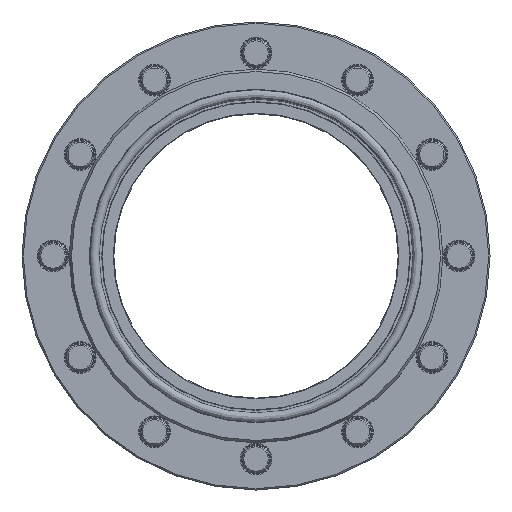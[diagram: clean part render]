
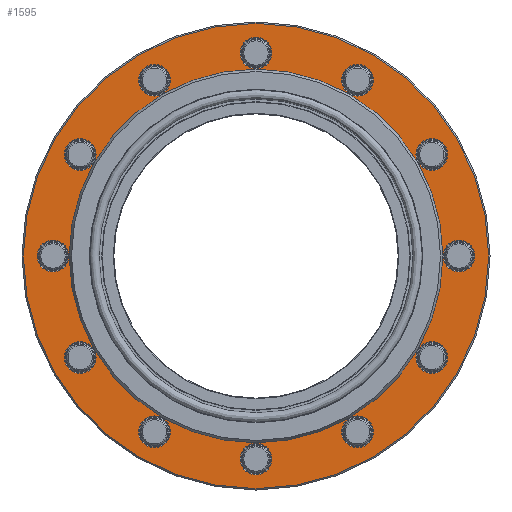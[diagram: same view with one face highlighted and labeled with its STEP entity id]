
A CAD part, left-side view. The second image highlights one B-rep face of the part: STEP entity #1595.
In plain terms, the highlighted planar face has unit normal (-1, 0, 0).
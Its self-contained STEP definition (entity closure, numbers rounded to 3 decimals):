
#1112=FACE_BOUND('',#2523,.T.);
#1113=FACE_BOUND('',#2524,.T.);
#1114=FACE_BOUND('',#2525,.T.);
#1115=FACE_BOUND('',#2526,.T.);
#1116=FACE_BOUND('',#2527,.T.);
#1117=FACE_BOUND('',#2528,.T.);
#1118=FACE_BOUND('',#2529,.T.);
#1119=FACE_BOUND('',#2530,.T.);
#1120=FACE_BOUND('',#2531,.T.);
#1121=FACE_BOUND('',#2532,.T.);
#1122=FACE_BOUND('',#2533,.T.);
#1123=FACE_BOUND('',#2534,.T.);
#1124=FACE_BOUND('',#2535,.T.);
#1125=FACE_BOUND('',#2536,.T.);
#1595=ADVANCED_FACE('',(#1112,#1113,#1114,#1115,#1116,#1117,#1118,#1119,
#1120,#1121,#1122,#1123,#1124,#1125),#1830,.F.);
#1830=PLANE('',#5826);
#2523=EDGE_LOOP('',(#3739));
#2524=EDGE_LOOP('',(#3740));
#2525=EDGE_LOOP('',(#3741));
#2526=EDGE_LOOP('',(#3742));
#2527=EDGE_LOOP('',(#3743));
#2528=EDGE_LOOP('',(#3744));
#2529=EDGE_LOOP('',(#3745));
#2530=EDGE_LOOP('',(#3746));
#2531=EDGE_LOOP('',(#3747));
#2532=EDGE_LOOP('',(#3748));
#2533=EDGE_LOOP('',(#3749));
#2534=EDGE_LOOP('',(#3750));
#2535=EDGE_LOOP('',(#3751));
#2536=EDGE_LOOP('',(#3752));
#3739=ORIENTED_EDGE('',*,*,#4820,.T.);
#3740=ORIENTED_EDGE('',*,*,#4821,.T.);
#3741=ORIENTED_EDGE('',*,*,#4822,.T.);
#3742=ORIENTED_EDGE('',*,*,#4823,.T.);
#3743=ORIENTED_EDGE('',*,*,#4824,.T.);
#3744=ORIENTED_EDGE('',*,*,#4825,.T.);
#3745=ORIENTED_EDGE('',*,*,#4826,.T.);
#3746=ORIENTED_EDGE('',*,*,#4827,.T.);
#3747=ORIENTED_EDGE('',*,*,#4828,.T.);
#3748=ORIENTED_EDGE('',*,*,#4829,.T.);
#3749=ORIENTED_EDGE('',*,*,#4830,.T.);
#3750=ORIENTED_EDGE('',*,*,#4831,.T.);
#3751=ORIENTED_EDGE('',*,*,#4832,.T.);
#3752=ORIENTED_EDGE('',*,*,#4833,.F.);
#4212=VERTEX_POINT('',#9198);
#4213=VERTEX_POINT('',#9200);
#4214=VERTEX_POINT('',#9202);
#4215=VERTEX_POINT('',#9204);
#4216=VERTEX_POINT('',#9206);
#4217=VERTEX_POINT('',#9208);
#4218=VERTEX_POINT('',#9210);
#4219=VERTEX_POINT('',#9212);
#4220=VERTEX_POINT('',#9214);
#4221=VERTEX_POINT('',#9216);
#4222=VERTEX_POINT('',#9218);
#4223=VERTEX_POINT('',#9220);
#4224=VERTEX_POINT('',#9222);
#4225=VERTEX_POINT('',#9224);
#4820=EDGE_CURVE('',#4212,#4212,#5140,.T.);
#4821=EDGE_CURVE('',#4213,#4213,#5141,.T.);
#4822=EDGE_CURVE('',#4214,#4214,#5142,.T.);
#4823=EDGE_CURVE('',#4215,#4215,#5143,.T.);
#4824=EDGE_CURVE('',#4216,#4216,#5144,.T.);
#4825=EDGE_CURVE('',#4217,#4217,#5145,.T.);
#4826=EDGE_CURVE('',#4218,#4218,#5146,.T.);
#4827=EDGE_CURVE('',#4219,#4219,#5147,.T.);
#4828=EDGE_CURVE('',#4220,#4220,#5148,.T.);
#4829=EDGE_CURVE('',#4221,#4221,#5149,.T.);
#4830=EDGE_CURVE('',#4222,#4222,#5150,.T.);
#4831=EDGE_CURVE('',#4223,#4223,#5151,.T.);
#4832=EDGE_CURVE('',#4224,#4224,#5152,.T.);
#4833=EDGE_CURVE('',#4225,#4225,#5153,.T.);
#5140=CIRCLE('',#5812,169.);
#5141=CIRCLE('',#5813,11.5);
#5142=CIRCLE('',#5814,11.5);
#5143=CIRCLE('',#5815,11.5);
#5144=CIRCLE('',#5816,11.5);
#5145=CIRCLE('',#5817,11.5);
#5146=CIRCLE('',#5818,11.5);
#5147=CIRCLE('',#5819,11.5);
#5148=CIRCLE('',#5820,11.5);
#5149=CIRCLE('',#5821,11.5);
#5150=CIRCLE('',#5822,11.5);
#5151=CIRCLE('',#5823,11.5);
#5152=CIRCLE('',#5824,11.5);
#5153=CIRCLE('',#5825,135.732);
#5812=AXIS2_PLACEMENT_3D('',#9197,#7363,#7364);
#5813=AXIS2_PLACEMENT_3D('',#9199,#7365,#7366);
#5814=AXIS2_PLACEMENT_3D('',#9201,#7367,#7368);
#5815=AXIS2_PLACEMENT_3D('',#9203,#7369,#7370);
#5816=AXIS2_PLACEMENT_3D('',#9205,#7371,#7372);
#5817=AXIS2_PLACEMENT_3D('',#9207,#7373,#7374);
#5818=AXIS2_PLACEMENT_3D('',#9209,#7375,#7376);
#5819=AXIS2_PLACEMENT_3D('',#9211,#7377,#7378);
#5820=AXIS2_PLACEMENT_3D('',#9213,#7379,#7380);
#5821=AXIS2_PLACEMENT_3D('',#9215,#7381,#7382);
#5822=AXIS2_PLACEMENT_3D('',#9217,#7383,#7384);
#5823=AXIS2_PLACEMENT_3D('',#9219,#7385,#7386);
#5824=AXIS2_PLACEMENT_3D('',#9221,#7387,#7388);
#5825=AXIS2_PLACEMENT_3D('',#9223,#7389,#7390);
#5826=AXIS2_PLACEMENT_3D('',#9225,#7391,#7392);
#7363=DIRECTION('',(-1.,0.,0.));
#7364=DIRECTION('',(0.,0.,-1.));
#7365=DIRECTION('',(1.,0.,0.));
#7366=DIRECTION('',(0.,0.,-1.));
#7367=DIRECTION('',(1.,0.,0.));
#7368=DIRECTION('',(0.,0.,-1.));
#7369=DIRECTION('',(1.,0.,0.));
#7370=DIRECTION('',(0.,0.,-1.));
#7371=DIRECTION('',(1.,0.,0.));
#7372=DIRECTION('',(0.,0.,-1.));
#7373=DIRECTION('',(1.,0.,0.));
#7374=DIRECTION('',(0.,0.,-1.));
#7375=DIRECTION('',(1.,0.,0.));
#7376=DIRECTION('',(0.,0.,-1.));
#7377=DIRECTION('',(1.,0.,0.));
#7378=DIRECTION('',(0.,0.,-1.));
#7379=DIRECTION('',(1.,0.,0.));
#7380=DIRECTION('',(0.,0.,-1.));
#7381=DIRECTION('',(1.,0.,0.));
#7382=DIRECTION('',(0.,0.,-1.));
#7383=DIRECTION('',(1.,0.,0.));
#7384=DIRECTION('',(0.,0.,-1.));
#7385=DIRECTION('',(1.,0.,0.));
#7386=DIRECTION('',(0.,0.,-1.));
#7387=DIRECTION('',(1.,0.,0.));
#7388=DIRECTION('',(0.,0.,-1.));
#7389=DIRECTION('',(-1.,0.,0.));
#7390=DIRECTION('',(0.,0.,1.));
#7391=DIRECTION('',(1.,0.,0.));
#7392=DIRECTION('',(0.,0.,-1.));
#9197=CARTESIAN_POINT('',(3.,0.,0.));
#9198=CARTESIAN_POINT('',(3.,0.,-169.));
#9199=CARTESIAN_POINT('',(3.,-73.75,127.739));
#9200=CARTESIAN_POINT('',(3.,-73.75,116.239));
#9201=CARTESIAN_POINT('',(3.,127.739,-73.75));
#9202=CARTESIAN_POINT('',(3.,127.739,-85.25));
#9203=CARTESIAN_POINT('',(3.,0.,147.5));
#9204=CARTESIAN_POINT('',(3.,0.,136.));
#9205=CARTESIAN_POINT('',(3.,73.75,-127.739));
#9206=CARTESIAN_POINT('',(3.,73.75,-139.239));
#9207=CARTESIAN_POINT('',(3.,73.75,127.739));
#9208=CARTESIAN_POINT('',(3.,73.75,116.239));
#9209=CARTESIAN_POINT('',(3.,147.5,0.));
#9210=CARTESIAN_POINT('',(3.,147.5,-11.5));
#9211=CARTESIAN_POINT('',(3.,-73.75,-127.739));
#9212=CARTESIAN_POINT('',(3.,-73.75,-139.239));
#9213=CARTESIAN_POINT('',(3.,-127.739,-73.75));
#9214=CARTESIAN_POINT('',(3.,-127.739,-85.25));
#9215=CARTESIAN_POINT('',(3.,-147.5,0.));
#9216=CARTESIAN_POINT('',(3.,-147.5,-11.5));
#9217=CARTESIAN_POINT('',(3.,0.,-147.5));
#9218=CARTESIAN_POINT('',(3.,0.,-159.));
#9219=CARTESIAN_POINT('',(3.,127.739,73.75));
#9220=CARTESIAN_POINT('',(3.,127.739,62.25));
#9221=CARTESIAN_POINT('',(3.,-127.739,73.75));
#9222=CARTESIAN_POINT('',(3.,-127.739,62.25));
#9223=CARTESIAN_POINT('',(3.,0.,0.));
#9224=CARTESIAN_POINT('',(3.,0.,135.732));
#9225=CARTESIAN_POINT('',(3.,170.,0.));
